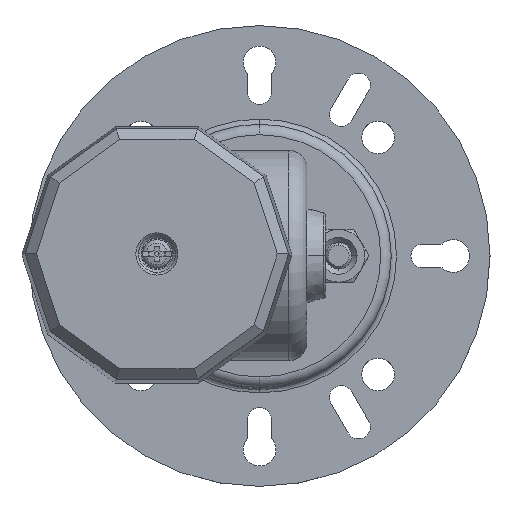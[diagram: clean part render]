
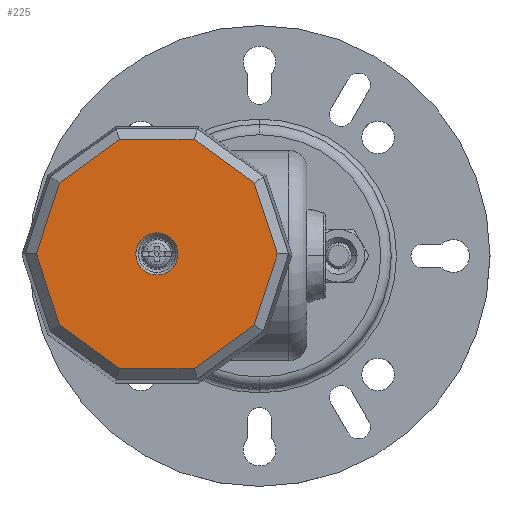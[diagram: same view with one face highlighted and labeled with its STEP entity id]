
A CAD part, top view. The second image highlights one B-rep face of the part: STEP entity #225.
In plain terms, the highlighted planar face has unit normal (0, 0, 1).
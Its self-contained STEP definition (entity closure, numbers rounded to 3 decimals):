
#225 = ADVANCED_FACE ( 'NONE', ( #5669, #10575 ), #11506, .T. ) ;
#294 = CARTESIAN_POINT ( 'NONE',  ( -12.433, 21.75, 276. ) ) ;
#336 = EDGE_CURVE ( 'NONE', #7415, #12067, #7340, .T. ) ;
#602 = CARTESIAN_POINT ( 'NONE',  ( -38.002, 13.442, 276. ) ) ;
#736 = CARTESIAN_POINT ( 'NONE',  ( -26.567, 21.75, 276. ) ) ;
#840 = CARTESIAN_POINT ( 'NONE',  ( -38.002, -13.442, 276. ) ) ;
#852 = ORIENTED_EDGE ( 'NONE', *, *, #9128, .F. ) ;
#866 = CARTESIAN_POINT ( 'NONE',  ( -12.433, -21.75, 276. ) ) ;
#940 = DIRECTION ( 'NONE',  ( -1., 0., 0. ) ) ;
#1038 = VERTEX_POINT ( 'NONE', #10985 ) ;
#1067 = DIRECTION ( 'NONE',  ( 0.809, -0.588, 0. ) ) ;
#1124 = CARTESIAN_POINT ( 'NONE',  ( -0.998, -13.442, 276. ) ) ;
#1187 = VERTEX_POINT ( 'NONE', #3010 ) ;
#1264 = AXIS2_PLACEMENT_3D ( 'NONE', #2708, #1646, #10840 ) ;
#1299 = VECTOR ( 'NONE', #1067, 1000. ) ;
#1481 = DIRECTION ( 'NONE',  ( 1., 0., 0. ) ) ;
#1646 = DIRECTION ( 'NONE',  ( 0., 0., 1. ) ) ;
#1700 = ORIENTED_EDGE ( 'NONE', *, *, #5121, .F. ) ;
#1932 = EDGE_CURVE ( 'NONE', #13333, #12813, #10069, .T. ) ;
#2220 = DIRECTION ( 'NONE',  ( 1., 0., 0. ) ) ;
#2404 = CARTESIAN_POINT ( 'NONE',  ( -26.567, 21.75, 276. ) ) ;
#2496 = EDGE_CURVE ( 'NONE', #4573, #1038, #9671, .T. ) ;
#2506 = CARTESIAN_POINT ( 'NONE',  ( -42.369, 0., 276. ) ) ;
#2507 = VECTOR ( 'NONE', #9661, 1000. ) ;
#2708 = CARTESIAN_POINT ( 'NONE',  ( -19.5, 0., 276. ) ) ;
#2740 = AXIS2_PLACEMENT_3D ( 'NONE', #8556, #13250, #2743 ) ;
#2743 = DIRECTION ( 'NONE',  ( 0., -1., 0. ) ) ;
#3010 = CARTESIAN_POINT ( 'NONE',  ( -26.567, -21.75, 276. ) ) ;
#3046 = ORIENTED_EDGE ( 'NONE', *, *, #336, .F. ) ;
#3337 = DIRECTION ( 'NONE',  ( -0.809, -0.588, 0. ) ) ;
#3545 = LINE ( 'NONE', #866, #13518 ) ;
#3591 = AXIS2_PLACEMENT_3D ( 'NONE', #13959, #12902, #2220 ) ;
#4027 = EDGE_LOOP ( 'NONE', ( #12705, #852 ) ) ;
#4037 = VERTEX_POINT ( 'NONE', #2506 ) ;
#4330 = LINE ( 'NONE', #1124, #9065 ) ;
#4511 = EDGE_CURVE ( 'NONE', #1187, #10607, #9585, .T. ) ;
#4573 = VERTEX_POINT ( 'NONE', #12433 ) ;
#5121 = EDGE_CURVE ( 'NONE', #4037, #7415, #10178, .T. ) ;
#5337 = VECTOR ( 'NONE', #9981, 1000. ) ;
#5669 = FACE_BOUND ( 'NONE', #4027, .T. ) ;
#5845 = ORIENTED_EDGE ( 'NONE', *, *, #10583, .F. ) ;
#5880 = EDGE_CURVE ( 'NONE', #10607, #4037, #12306, .T. ) ;
#6047 = CARTESIAN_POINT ( 'NONE',  ( -38.002, 13.442, 276. ) ) ;
#6061 = CARTESIAN_POINT ( 'NONE',  ( -26.567, -21.75, 276. ) ) ;
#6117 = DIRECTION ( 'NONE',  ( 0.809, 0.588, 0. ) ) ;
#6140 = VECTOR ( 'NONE', #13210, 1000. ) ;
#6218 = ORIENTED_EDGE ( 'NONE', *, *, #13969, .F. ) ;
#6849 = EDGE_CURVE ( 'NONE', #12067, #10795, #9678, .T. ) ;
#7340 = LINE ( 'NONE', #6047, #14147 ) ;
#7415 = VERTEX_POINT ( 'NONE', #602 ) ;
#7685 = LINE ( 'NONE', #12389, #2507 ) ;
#7847 = CIRCLE ( 'NONE', #1264, 4. ) ;
#8026 = ORIENTED_EDGE ( 'NONE', *, *, #6849, .F. ) ;
#8448 = CARTESIAN_POINT ( 'NONE',  ( 3.369, 0., 276. ) ) ;
#8556 = CARTESIAN_POINT ( 'NONE',  ( -19.5, 0., 276. ) ) ;
#8640 = VECTOR ( 'NONE', #14286, 1000. ) ;
#9065 = VECTOR ( 'NONE', #3337, 1000. ) ;
#9128 = EDGE_CURVE ( 'NONE', #12813, #13333, #7847, .T. ) ;
#9432 = EDGE_CURVE ( 'NONE', #9980, #1187, #3545, .T. ) ;
#9444 = CARTESIAN_POINT ( 'NONE',  ( -12.433, -21.75, 276. ) ) ;
#9491 = VERTEX_POINT ( 'NONE', #14971 ) ;
#9585 = LINE ( 'NONE', #6061, #8640 ) ;
#9661 = DIRECTION ( 'NONE',  ( 0.309, -0.951, 0. ) ) ;
#9671 = LINE ( 'NONE', #8448, #6140 ) ;
#9678 = LINE ( 'NONE', #2404, #12360 ) ;
#9872 = CARTESIAN_POINT ( 'NONE',  ( -42.369, 0., 276. ) ) ;
#9980 = VERTEX_POINT ( 'NONE', #9444 ) ;
#9981 = DIRECTION ( 'NONE',  ( -0.309, 0.951, 0. ) ) ;
#10069 = CIRCLE ( 'NONE', #2740, 4. ) ;
#10107 = CARTESIAN_POINT ( 'NONE',  ( -12.433, 21.75, 276. ) ) ;
#10178 = LINE ( 'NONE', #9872, #12147 ) ;
#10575 = FACE_OUTER_BOUND ( 'NONE', #12020, .T. ) ;
#10577 = CARTESIAN_POINT ( 'NONE',  ( -19.5, -4., 276. ) ) ;
#10583 = EDGE_CURVE ( 'NONE', #10795, #9491, #11568, .T. ) ;
#10607 = VERTEX_POINT ( 'NONE', #840 ) ;
#10795 = VERTEX_POINT ( 'NONE', #294 ) ;
#10840 = DIRECTION ( 'NONE',  ( 0., -1., 0. ) ) ;
#10985 = CARTESIAN_POINT ( 'NONE',  ( -0.998, -13.442, 276. ) ) ;
#11221 = CARTESIAN_POINT ( 'NONE',  ( -38.002, -13.442, 276. ) ) ;
#11392 = EDGE_CURVE ( 'NONE', #9491, #4573, #7685, .T. ) ;
#11506 = PLANE ( 'NONE',  #3591 ) ;
#11568 = LINE ( 'NONE', #10107, #1299 ) ;
#12020 = EDGE_LOOP ( 'NONE', ( #13896, #14291, #6218, #12287, #12879, #5845, #8026, #3046, #1700, #14303 ) ) ;
#12067 = VERTEX_POINT ( 'NONE', #736 ) ;
#12147 = VECTOR ( 'NONE', #13350, 1000. ) ;
#12287 = ORIENTED_EDGE ( 'NONE', *, *, #2496, .F. ) ;
#12306 = LINE ( 'NONE', #11221, #5337 ) ;
#12360 = VECTOR ( 'NONE', #1481, 1000. ) ;
#12389 = CARTESIAN_POINT ( 'NONE',  ( -0.998, 13.442, 276. ) ) ;
#12433 = CARTESIAN_POINT ( 'NONE',  ( 3.369, 0., 276. ) ) ;
#12705 = ORIENTED_EDGE ( 'NONE', *, *, #1932, .F. ) ;
#12813 = VERTEX_POINT ( 'NONE', #10577 ) ;
#12879 = ORIENTED_EDGE ( 'NONE', *, *, #11392, .F. ) ;
#12902 = DIRECTION ( 'NONE',  ( 0., 0., 1. ) ) ;
#13210 = DIRECTION ( 'NONE',  ( -0.309, -0.951, 0. ) ) ;
#13250 = DIRECTION ( 'NONE',  ( 0., 0., 1. ) ) ;
#13333 = VERTEX_POINT ( 'NONE', #14125 ) ;
#13350 = DIRECTION ( 'NONE',  ( 0.309, 0.951, 0. ) ) ;
#13518 = VECTOR ( 'NONE', #940, 1000. ) ;
#13896 = ORIENTED_EDGE ( 'NONE', *, *, #4511, .F. ) ;
#13959 = CARTESIAN_POINT ( 'NONE',  ( 5.656, -23.925, 276. ) ) ;
#13969 = EDGE_CURVE ( 'NONE', #1038, #9980, #4330, .T. ) ;
#14125 = CARTESIAN_POINT ( 'NONE',  ( -19.5, 4., 276. ) ) ;
#14147 = VECTOR ( 'NONE', #6117, 1000. ) ;
#14286 = DIRECTION ( 'NONE',  ( -0.809, 0.588, 0. ) ) ;
#14291 = ORIENTED_EDGE ( 'NONE', *, *, #9432, .F. ) ;
#14303 = ORIENTED_EDGE ( 'NONE', *, *, #5880, .F. ) ;
#14971 = CARTESIAN_POINT ( 'NONE',  ( -0.998, 13.442, 276. ) ) ;
